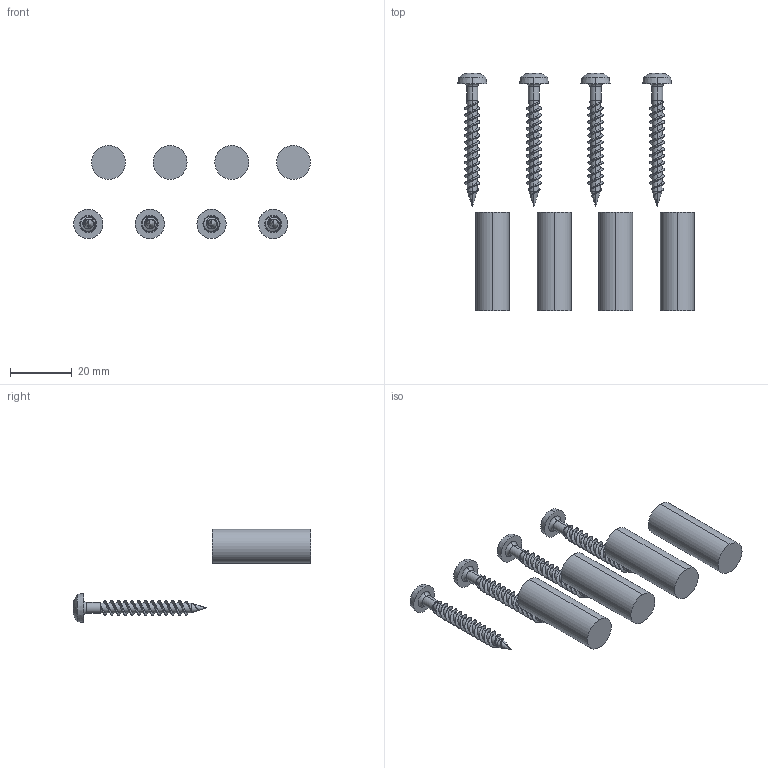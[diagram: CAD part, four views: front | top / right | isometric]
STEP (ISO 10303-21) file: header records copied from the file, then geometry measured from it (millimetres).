
FILE_DESCRIPTION (( 'STEP AP214' ), '1' );
FILE_NAME ('7405799.STEP', '2023-01-17T08:56:53', ( '' ), ( '' ), 'SwSTEP 2.0', 'SolidWorks 2022', '' );
FILE_SCHEMA (( 'AUTOMOTIVE_DESIGN' ));
Length unit declared in the file: millimetre
Products named in the file (3): P_0000015381_1_Größe 10 x 30; 206112_3198077; 7405799
Assembly tree (8 placements, depth 2):
  7405799
    P_0000015381_1_Größe 10 x 30  x4
    206112_3198077  x4
Bounding box: 76.82 x 77.24 x 30.24 mm (x, y, z)
Volume: 12255.9 mm3; surface area: 15886.9 mm2
Topology: 12 solids, 12 shells, 448 faces, 1196 edges, 776 vertices
Faces by surface type: cylinder 320, bspline 56, plane 36, cone 20, sphere 8, torus 8
Entity records: 7607 total; most frequent: CARTESIAN_POINT 4980, ORIENTED_EDGE 594, DIRECTION 391, EDGE_CURVE 297, VERTEX_POINT 194, AXIS2_PLACEMENT_3D 150, EDGE_LOOP 117, B_SPLINE_CURVE_WITH_KNOTS 115
